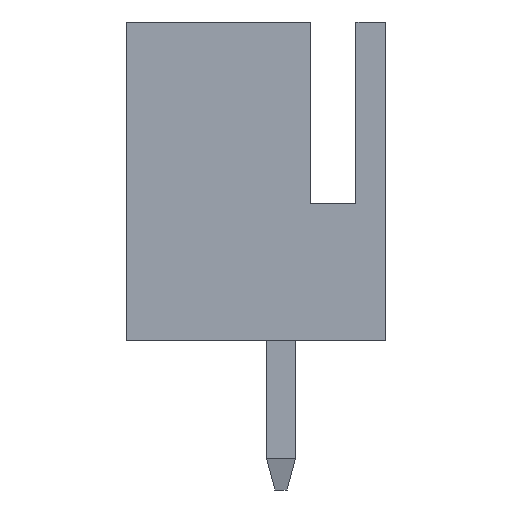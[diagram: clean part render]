
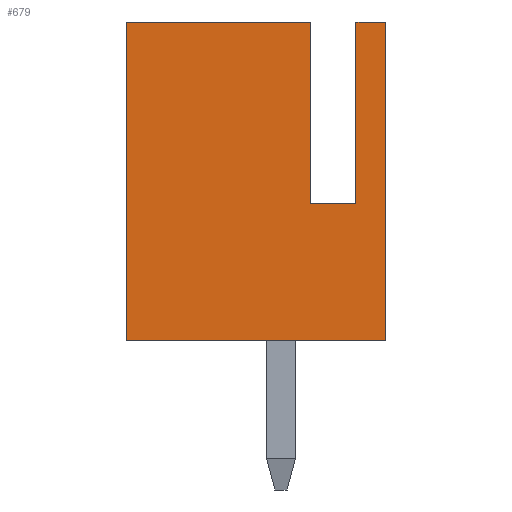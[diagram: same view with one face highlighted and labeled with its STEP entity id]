
A CAD part, left-side view. The second image highlights one B-rep face of the part: STEP entity #679.
In plain terms, the highlighted planar face has unit normal (-1, 0, 0).
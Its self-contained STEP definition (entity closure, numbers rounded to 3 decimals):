
#290 = VECTOR ( 'NONE', #3426, 1000. ) ;
#348 = CARTESIAN_POINT ( 'NONE',  ( -8.75, 1.65, 3. ) ) ;
#382 = VECTOR ( 'NONE', #3024, 1000. ) ;
#540 = CARTESIAN_POINT ( 'NONE',  ( -8.75, 5.7, 7. ) ) ;
#632 = VECTOR ( 'NONE', #1530, 1000. ) ;
#677 = VECTOR ( 'NONE', #6303, 1000. ) ;
#679 = ADVANCED_FACE ( 'NONE', ( #788 ), #755, .F. ) ;
#755 = PLANE ( 'NONE',  #7383 ) ;
#788 = FACE_OUTER_BOUND ( 'NONE', #6639, .T. ) ;
#859 = VERTEX_POINT ( 'NONE', #3949 ) ;
#987 = EDGE_CURVE ( 'NONE', #2541, #1258, #4836, .T. ) ;
#1028 = LINE ( 'NONE', #6951, #632 ) ;
#1043 = EDGE_CURVE ( 'NONE', #2541, #5317, #4766, .T. ) ;
#1156 = CARTESIAN_POINT ( 'NONE',  ( -8.75, 5.7, 0. ) ) ;
#1188 = EDGE_CURVE ( 'NONE', #2452, #859, #5683, .T. ) ;
#1194 = DIRECTION ( 'NONE',  ( 0., 0., -1. ) ) ;
#1258 = VERTEX_POINT ( 'NONE', #3009 ) ;
#1421 = ORIENTED_EDGE ( 'NONE', *, *, #1188, .F. ) ;
#1454 = DIRECTION ( 'NONE',  ( 0., 0., -1. ) ) ;
#1530 = DIRECTION ( 'NONE',  ( 0., 1., 0. ) ) ;
#1582 = DIRECTION ( 'NONE',  ( 1., 0., 0. ) ) ;
#1875 = CARTESIAN_POINT ( 'NONE',  ( -8.75, 0.65, 3. ) ) ;
#1967 = VERTEX_POINT ( 'NONE', #1875 ) ;
#2210 = DIRECTION ( 'NONE',  ( 0., 0., -1. ) ) ;
#2307 = VERTEX_POINT ( 'NONE', #6006 ) ;
#2365 = DIRECTION ( 'NONE',  ( 0., 0., 1. ) ) ;
#2452 = VERTEX_POINT ( 'NONE', #2738 ) ;
#2541 = VERTEX_POINT ( 'NONE', #2789 ) ;
#2738 = CARTESIAN_POINT ( 'NONE',  ( -8.75, 0.65, 7. ) ) ;
#2789 = CARTESIAN_POINT ( 'NONE',  ( -8.75, 5.7, 7. ) ) ;
#3009 = CARTESIAN_POINT ( 'NONE',  ( -8.75, 5.7, 0. ) ) ;
#3024 = DIRECTION ( 'NONE',  ( 0., -1., 0. ) ) ;
#3054 = ORIENTED_EDGE ( 'NONE', *, *, #4682, .F. ) ;
#3143 = LINE ( 'NONE', #4366, #677 ) ;
#3254 = LINE ( 'NONE', #6887, #4291 ) ;
#3269 = ORIENTED_EDGE ( 'NONE', *, *, #1043, .F. ) ;
#3426 = DIRECTION ( 'NONE',  ( 0., -1., 0. ) ) ;
#3949 = CARTESIAN_POINT ( 'NONE',  ( -8.75, 0., 7. ) ) ;
#4029 = CARTESIAN_POINT ( 'NONE',  ( -8.75, 5.7, 7. ) ) ;
#4291 = VECTOR ( 'NONE', #1454, 1000. ) ;
#4366 = CARTESIAN_POINT ( 'NONE',  ( -8.75, 1.65, 7. ) ) ;
#4377 = VECTOR ( 'NONE', #2365, 1000. ) ;
#4682 = EDGE_CURVE ( 'NONE', #859, #2307, #3254, .T. ) ;
#4738 = EDGE_CURVE ( 'NONE', #1258, #2307, #7717, .T. ) ;
#4745 = ORIENTED_EDGE ( 'NONE', *, *, #6221, .T. ) ;
#4755 = CARTESIAN_POINT ( 'NONE',  ( -8.75, 0.65, 7. ) ) ;
#4766 = LINE ( 'NONE', #540, #382 ) ;
#4836 = LINE ( 'NONE', #6580, #7389 ) ;
#5317 = VERTEX_POINT ( 'NONE', #7575 ) ;
#5683 = LINE ( 'NONE', #4029, #7276 ) ;
#6006 = CARTESIAN_POINT ( 'NONE',  ( -8.75, 0., 0. ) ) ;
#6033 = EDGE_CURVE ( 'NONE', #1967, #2452, #7200, .T. ) ;
#6221 = EDGE_CURVE ( 'NONE', #1967, #6861, #1028, .T. ) ;
#6303 = DIRECTION ( 'NONE',  ( 0., 0., -1. ) ) ;
#6580 = CARTESIAN_POINT ( 'NONE',  ( -8.75, 5.7, 7. ) ) ;
#6639 = EDGE_LOOP ( 'NONE', ( #7345, #4745, #7737, #3269, #7366, #6675, #3054, #1421 ) ) ;
#6675 = ORIENTED_EDGE ( 'NONE', *, *, #4738, .T. ) ;
#6861 = VERTEX_POINT ( 'NONE', #348 ) ;
#6887 = CARTESIAN_POINT ( 'NONE',  ( -8.75, 0., 7. ) ) ;
#6951 = CARTESIAN_POINT ( 'NONE',  ( -8.75, 5.7, 3. ) ) ;
#7200 = LINE ( 'NONE', #4755, #4377 ) ;
#7276 = VECTOR ( 'NONE', #7512, 1000. ) ;
#7345 = ORIENTED_EDGE ( 'NONE', *, *, #6033, .F. ) ;
#7360 = EDGE_CURVE ( 'NONE', #5317, #6861, #3143, .T. ) ;
#7366 = ORIENTED_EDGE ( 'NONE', *, *, #987, .T. ) ;
#7383 = AXIS2_PLACEMENT_3D ( 'NONE', #7598, #1582, #2210 ) ;
#7389 = VECTOR ( 'NONE', #1194, 1000. ) ;
#7512 = DIRECTION ( 'NONE',  ( 0., -1., 0. ) ) ;
#7575 = CARTESIAN_POINT ( 'NONE',  ( -8.75, 1.65, 7. ) ) ;
#7598 = CARTESIAN_POINT ( 'NONE',  ( -8.75, 5.7, 7. ) ) ;
#7717 = LINE ( 'NONE', #1156, #290 ) ;
#7737 = ORIENTED_EDGE ( 'NONE', *, *, #7360, .F. ) ;
